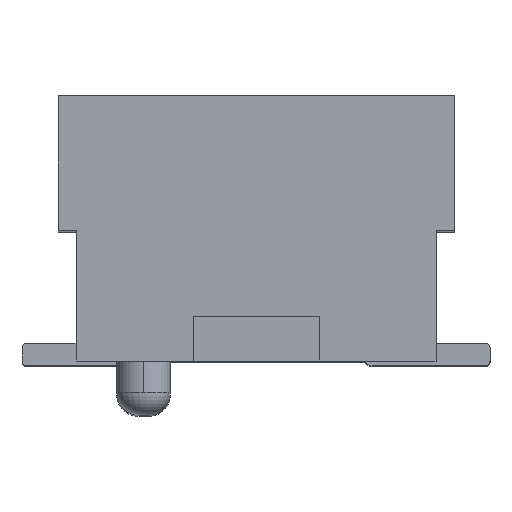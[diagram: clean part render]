
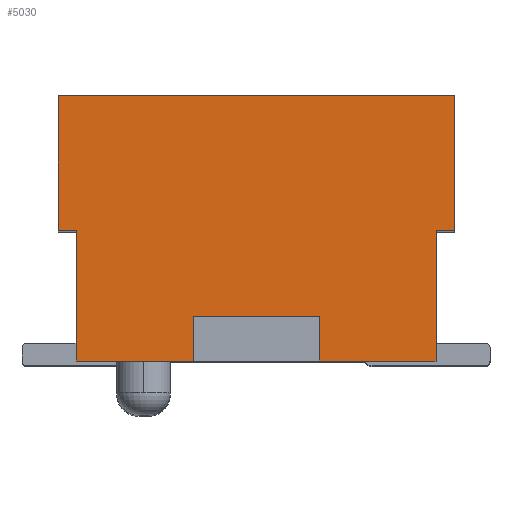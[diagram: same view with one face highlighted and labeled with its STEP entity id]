
A CAD part, top view. The second image highlights one B-rep face of the part: STEP entity #5030.
In plain terms, the highlighted planar face has unit normal (0, 0, 1).
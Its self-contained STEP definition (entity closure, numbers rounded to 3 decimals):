
#4040=CARTESIAN_POINT('',(0.,-1.,11.72));
#4050=DIRECTION('',(0.,0.,1.));
#4060=DIRECTION('',(-1.,0.,0.));
#4070=AXIS2_PLACEMENT_3D('',#4040,#4050,#4060);
#4080=PLANE('',#4070);
#4090=CARTESIAN_POINT('',(105.606,-96.905,11.72));
#4100=DIRECTION('',(0.,1.,0.));
#4110=VECTOR('',#4100,1.);
#4120=LINE('',#4090,#4110);
#4130=CARTESIAN_POINT('',(105.606,-95.955,11.72));
#4140=VERTEX_POINT('',#4130);
#4150=CARTESIAN_POINT('',(105.606,-94.505,11.72));
#4160=VERTEX_POINT('',#4150);
#4170=EDGE_CURVE('',#4140,#4160,#4120,.T.);
#4180=ORIENTED_EDGE('',*,*,#4170,.F.);
#4190=CARTESIAN_POINT('',(0.,-94.505,11.72));
#4200=DIRECTION('',(-1.,0.,0.));
#4210=VECTOR('',#4200,1.);
#4220=LINE('',#4190,#4210);
#4230=CARTESIAN_POINT('',(106.906,-94.505,11.72));
#4240=VERTEX_POINT('',#4230);
#4250=EDGE_CURVE('',#4240,#4160,#4220,.T.);
#4260=ORIENTED_EDGE('',*,*,#4250,.T.);
#4270=CARTESIAN_POINT('',(106.906,-1.,11.72));
#4280=DIRECTION('',(0.,-1.,0.));
#4290=VECTOR('',#4280,1.);
#4300=LINE('',#4270,#4290);
#4310=CARTESIAN_POINT('',(106.906,-95.005,11.72));
#4320=VERTEX_POINT('',#4310);
#4330=EDGE_CURVE('',#4240,#4320,#4300,.T.);
#4340=ORIENTED_EDGE('',*,*,#4330,.F.);
#4350=CARTESIAN_POINT('',(0.,-95.005,11.72))
;
#4360=DIRECTION('',(1.,0.,0.));
#4370=VECTOR('',#4360,1.);
#4380=LINE('',#4350,#4370);
#4390=CARTESIAN_POINT('',(108.306,-95.005,11.72));
#4400=VERTEX_POINT('',#4390);
#4410=EDGE_CURVE('',#4320,#4400,#4380,.T.);
#4420=ORIENTED_EDGE('',*,*,#4410,.F.);
#4430=CARTESIAN_POINT('',(108.306,-1.,11.72));
#4440=DIRECTION('',(0.,1.,0.));
#4450=VECTOR('',#4440,1.);
#4460=LINE('',#4430,#4450);
#4470=CARTESIAN_POINT('',(108.306,-94.505,11.72));
#4480=VERTEX_POINT('',#4470);
#4490=EDGE_CURVE('',#4400,#4480,#4460,.T.);
#4500=ORIENTED_EDGE('',*,*,#4490,.F.);
#4510=CARTESIAN_POINT('',(109.606,-94.505,11.72));
#4520=VERTEX_POINT('',#4510);
#4530=EDGE_CURVE('',#4520,#4480,#4220,.T.);
#4540=ORIENTED_EDGE('',*,*,#4530,.T.);
#4550=CARTESIAN_POINT('',(109.606,-96.905,11.72));
#4560=DIRECTION('',(0.,1.,0.));
#4570=VECTOR('',#4560,1.);
#4580=LINE('',#4550,#4570);
#4590=CARTESIAN_POINT('',(109.606,-95.955,11.72));
#4600=VERTEX_POINT('',#4590);
#4610=EDGE_CURVE('',#4600,#4520,#4580,.T.);
#4620=ORIENTED_EDGE('',*,*,#4610,.T.);
#4630=CARTESIAN_POINT('',(109.806,-95.955,11.72));
#4640=DIRECTION('',(-1.,0.,0.));
#4650=VECTOR('',#4640,1.);
#4660=LINE('',#4630,#4650);
#4670=CARTESIAN_POINT('',(109.806,-95.955,11.72));
#4680=VERTEX_POINT('',#4670);
#4690=EDGE_CURVE('',#4680,#4600,#4660,.T.);
#4700=ORIENTED_EDGE('',*,*,#4690,.T.);
#4710=CARTESIAN_POINT('',(109.806,-97.405,11.72));
#4720=DIRECTION('',(0.,1.,0.));
#4730=VECTOR('',#4720,1.);
#4740=LINE('',#4710,#4730);
#4750=CARTESIAN_POINT('',(109.806,-97.455,11.72));
#4760=VERTEX_POINT('',#4750);
#4770=EDGE_CURVE('',#4760,#4680,#4740,.T.);
#4780=ORIENTED_EDGE('',*,*,#4770,.T.);
#4790=CARTESIAN_POINT('',(0.,-97.455,11.72));
#4800=DIRECTION('',(-1.,0.,0.));
#4810=VECTOR('',#4800,1.);
#4820=LINE('',#4790,#4810);
#4830=CARTESIAN_POINT('',(105.406,-97.455,11.72));
#4840=VERTEX_POINT('',#4830);
#4850=EDGE_CURVE('',#4760,#4840,#4820,.T.);
#4860=ORIENTED_EDGE('',*,*,#4850,.F.);
#4870=CARTESIAN_POINT('',(105.406,-97.405,11.72));
#4880=DIRECTION('',(0.,1.,0.));
#4890=VECTOR('',#4880,1.);
#4900=LINE('',#4870,#4890);
#4910=CARTESIAN_POINT('',(105.406,-95.955,11.72));
#4920=VERTEX_POINT('',#4910);
#4930=EDGE_CURVE('',#4840,#4920,#4900,.T.);
#4940=ORIENTED_EDGE('',*,*,#4930,.F.);
#4950=CARTESIAN_POINT('',(105.606,-95.955,11.72));
#4960=DIRECTION('',(-1.,0.,0.));
#4970=VECTOR('',#4960,1.);
#4980=LINE('',#4950,#4970);
#4990=EDGE_CURVE('',#4140,#4920,#4980,.T.);
#5000=ORIENTED_EDGE('',*,*,#4990,.T.);
#5010=EDGE_LOOP('',(#5000,#4940,#4860,#4780,#4700,#4620,#4540,#4500,
#4420,#4340,#4260,#4180));
#5020=FACE_OUTER_BOUND('',#5010,.T.);
#5030=ADVANCED_FACE('',(#5020),#4080,.T.);
